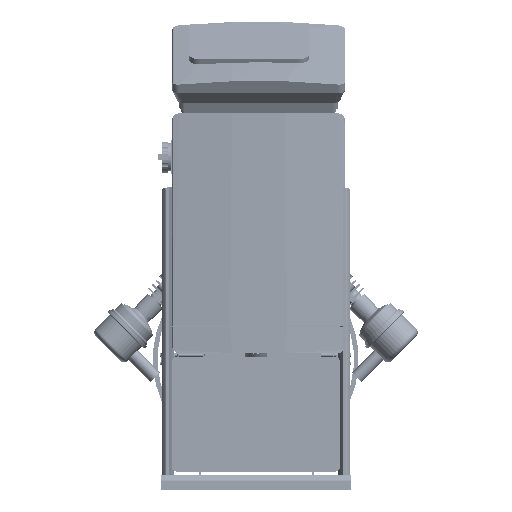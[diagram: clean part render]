
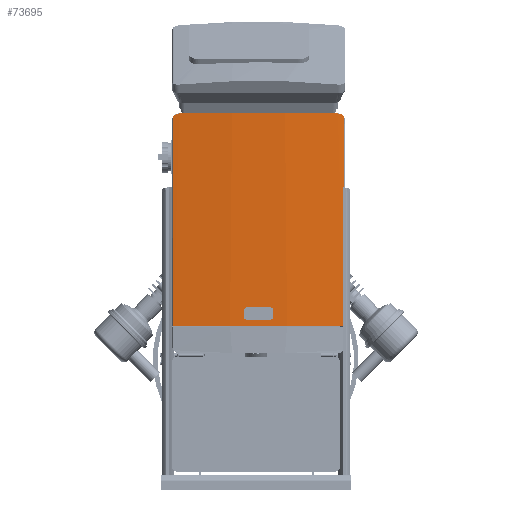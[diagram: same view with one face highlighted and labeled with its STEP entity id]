
A CAD part, front view. The second image highlights one B-rep face of the part: STEP entity #73695.
In plain terms, the highlighted cylindrical face has radius 1452.14 mm (diameter 2904.28 mm), a partial arc.
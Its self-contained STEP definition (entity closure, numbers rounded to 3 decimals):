
#779=B_SPLINE_CURVE_WITH_KNOTS($,3,(#126435,#126436,#126437,#126438,#126439,
#126440,#126441,#126442,#126443,#126444,#126445,#126446),.UNSPECIFIED.,
 .F.,.F.,(4,2,2,2,2,4),(50.621,52.857,55.511,
58.165,60.819,63.473),.UNSPECIFIED.);
#780=B_SPLINE_CURVE_WITH_KNOTS($,3,(#126449,#126450,#126451,#126452,#126453,
#126454,#126455,#126456,#126457,#126458,#126459,#126460),.UNSPECIFIED.,
 .F.,.F.,(4,2,2,2,2,4),(21.151,23.805,26.459,
29.113,31.768,34.003),.UNSPECIFIED.);
#5922=LINE($,#126376,#12320);
#5925=LINE($,#126433,#12323);
#12320=VECTOR($,#100421,411.147);
#12323=VECTOR($,#100430,411.147);
#14974=CYLINDRICAL_SURFACE($,#81411,1452.138);
#20003=FACE_OUTER_BOUND($,#25529,.T.);
#25529=EDGE_LOOP($,(#62882,#62883,#62884,#62885,#62886,#62887));
#29317=CIRCLE($,#81400,1452.138);
#29323=CIRCLE($,#81412,1452.138);
#35284=VERTEX_POINT($,#126328);
#35285=VERTEX_POINT($,#126330);
#35294=VERTEX_POINT($,#126375);
#35299=VERTEX_POINT($,#126432);
#35300=VERTEX_POINT($,#126434);
#35301=VERTEX_POINT($,#126447);
#44748=EDGE_CURVE($,#35285,#35284,#29317,.T.);
#44761=EDGE_CURVE($,#35285,#35294,#5922,.T.);
#44768=EDGE_CURVE($,#35284,#35299,#5925,.T.);
#44769=EDGE_CURVE($,#35299,#35300,#779,.T.);
#44770=EDGE_CURVE($,#35300,#35301,#29323,.T.);
#44771=EDGE_CURVE($,#35301,#35294,#780,.T.);
#62882=ORIENTED_EDGE($,*,*,#44748,.T.);
#62883=ORIENTED_EDGE($,*,*,#44768,.T.);
#62884=ORIENTED_EDGE($,*,*,#44769,.T.);
#62885=ORIENTED_EDGE($,*,*,#44770,.T.);
#62886=ORIENTED_EDGE($,*,*,#44771,.T.);
#62887=ORIENTED_EDGE($,*,*,#44761,.F.);
#73695=ADVANCED_FACE($,(#20003),#14974,.T.);
#81400=AXIS2_PLACEMENT_3D($,#126331,#100396,#100397);
#81411=AXIS2_PLACEMENT_3D($,#126431,#100428,#100429);
#81412=AXIS2_PLACEMENT_3D($,#126448,#100431,#100432);
#100396=DIRECTION('center_axis',(0.,0.,1.));
#100397=DIRECTION('ref_axis',(0.,-1.,0.));
#100421=DIRECTION($,(0.,0.,1.));
#100428=DIRECTION('center_axis',(0.,0.,1.));
#100429=DIRECTION('ref_axis',(0.,-1.,0.));
#100430=DIRECTION($,(0.,0.,1.));
#100431=DIRECTION('center_axis',(0.,0.,-1.));
#100432=DIRECTION('ref_axis',(0.,-1.,0.));
#126328=CARTESIAN_POINT('',(172.381,-63.022,297.032));
#126330=CARTESIAN_POINT('',(-162.391,-63.022,297.032));
#126331=CARTESIAN_POINT('Origin',(4.995,1379.437,297.032));
#126375=CARTESIAN_POINT('',(-162.391,-63.022,708.178));
#126376=CARTESIAN_POINT($,(-162.391,-63.022,243.032));
#126431=CARTESIAN_POINT('Origin',(4.995,1379.437,243.032));
#126432=CARTESIAN_POINT('',(172.381,-63.022,708.178));
#126433=CARTESIAN_POINT($,(172.381,-63.022,243.032));
#126434=CARTESIAN_POINT('',(160.995,-64.297,714.032));
#126435=CARTESIAN_POINT('Ctrl Pts',(172.381,-63.022,
708.178));
#126436=CARTESIAN_POINT('Ctrl Pts',(171.929,-63.074,
708.809));
#126437=CARTESIAN_POINT('Ctrl Pts',(171.431,-63.132,
709.393));
#126438=CARTESIAN_POINT('Ctrl Pts',(170.284,-63.263,
710.543));
#126439=CARTESIAN_POINT('Ctrl Pts',(169.581,-63.344,711.128));
#126440=CARTESIAN_POINT('Ctrl Pts',(168.049,-63.518,
712.16));
#126441=CARTESIAN_POINT('Ctrl Pts',(167.221,-63.611,
712.606));
#126442=CARTESIAN_POINT('Ctrl Pts',(165.494,-63.804,
713.322));
#126443=CARTESIAN_POINT('Ctrl Pts',(164.594,-63.904,
713.592));
#126444=CARTESIAN_POINT('Ctrl Pts',(162.784,-64.103,
713.947));
#126445=CARTESIAN_POINT('Ctrl Pts',(161.875,-64.202,
714.032));
#126446=CARTESIAN_POINT('Ctrl Pts',(160.995,-64.297,714.032));
#126447=CARTESIAN_POINT('',(-151.005,-64.297,714.032));
#126448=CARTESIAN_POINT('Origin',(4.995,1379.437,714.032));
#126449=CARTESIAN_POINT('Ctrl Pts',(-151.005,-64.297,
714.032));
#126450=CARTESIAN_POINT('Ctrl Pts',(-151.885,-64.202,
714.032));
#126451=CARTESIAN_POINT('Ctrl Pts',(-152.794,-64.103,
713.947));
#126452=CARTESIAN_POINT('Ctrl Pts',(-154.604,-63.904,
713.592));
#126453=CARTESIAN_POINT('Ctrl Pts',(-155.504,-63.804,
713.322));
#126454=CARTESIAN_POINT('Ctrl Pts',(-157.231,-63.611,
712.606));
#126455=CARTESIAN_POINT('Ctrl Pts',(-158.059,-63.518,
712.16));
#126456=CARTESIAN_POINT('Ctrl Pts',(-159.591,-63.344,711.128));
#126457=CARTESIAN_POINT('Ctrl Pts',(-160.294,-63.263,
710.543));
#126458=CARTESIAN_POINT('Ctrl Pts',(-161.441,-63.132,
709.393));
#126459=CARTESIAN_POINT('Ctrl Pts',(-161.939,-63.074,
708.809));
#126460=CARTESIAN_POINT('Ctrl Pts',(-162.391,-63.022,
708.178));
